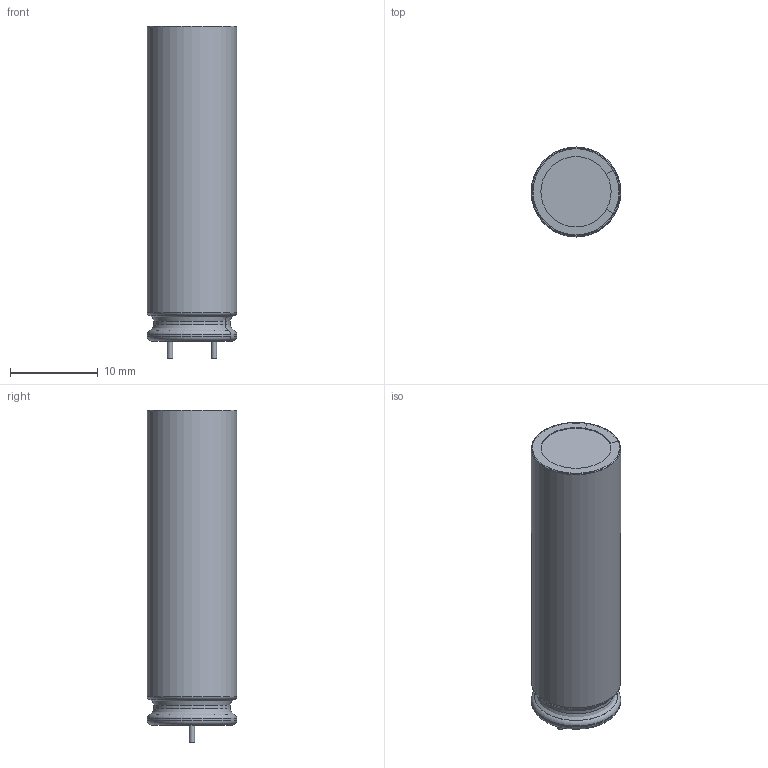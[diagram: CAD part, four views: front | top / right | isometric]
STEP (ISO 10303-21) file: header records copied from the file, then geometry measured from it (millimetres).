
FILE_DESCRIPTION(('FreeCAD Model'),'2;1');
FILE_NAME('CAPPR500-1000X3500.step', '2020-02-22T11:30:41',(''),(''),'Open CASCADE STEP processor 7.3', 'FreeCAD','Unknown');
FILE_SCHEMA(('AUTOMOTIVE_DESIGN { 1 0 10303 214 1 1 1 1 }'));
Length unit declared in the file: millimetre
Products named in the file (1): Compound002
Bounding box: 10.2 x 10.2 x 37.8 mm (x, y, z)
Volume: 2887.4 mm3; surface area: 3914.3 mm2
Topology: 6 solids, 6 shells, 83 faces, 204 edges, 134 vertices
Faces by surface type: cylinder 25, plane 23, torus 23, bspline 12
Full cylindrical faces by diameter (mm): 0.6 x2, 1.1 x2, 1.5 x2, 8 x1, 8.5 x1, 9.25 x1, 10 x2
Entity records: 11487 total; most frequent: CARTESIAN_POINT 7122, DIRECTION 621, ORIENTED_EDGE 408, PCURVE 408, DEFINITIONAL_REPRESENTATION 408, B_SPLINE_CURVE_WITH_KNOTS 228, AXIS2_PLACEMENT_3D 208, EDGE_CURVE 204
